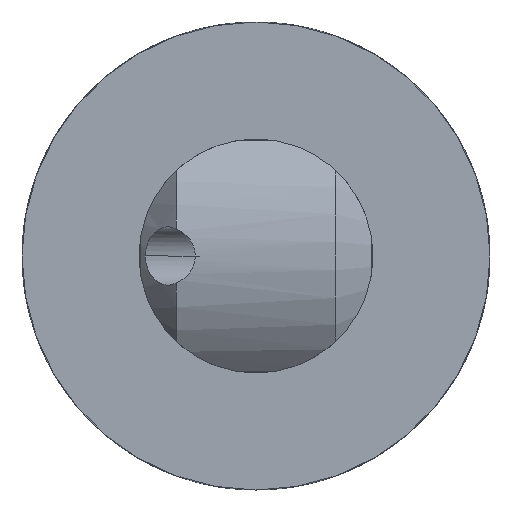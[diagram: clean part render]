
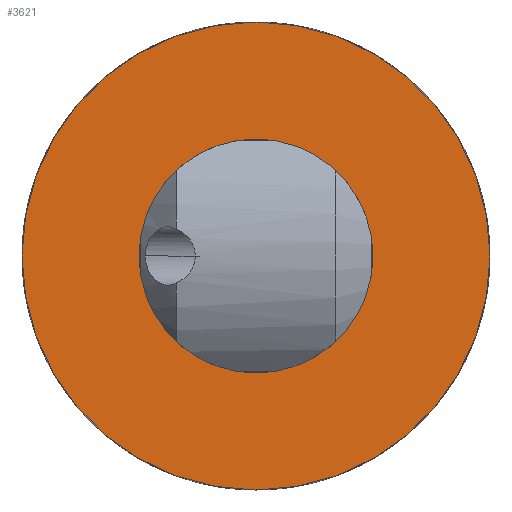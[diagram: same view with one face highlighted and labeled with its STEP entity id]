
A CAD part, left-side view. The second image highlights one B-rep face of the part: STEP entity #3621.
In plain terms, the highlighted face is planar.
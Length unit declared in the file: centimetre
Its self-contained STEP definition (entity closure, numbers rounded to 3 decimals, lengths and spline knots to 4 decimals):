
#970=PLANE('',#3840);
#1067=VERTEX_POINT('',#5287);
#1099=VERTEX_POINT('',#5558);
#1379=CIRCLE('',#3818,1.);
#1385=CIRCLE('',#3839,2.);
#1624=EDGE_CURVE('',#1067,#1067,#1379,.T.);
#1670=EDGE_CURVE('',#1099,#1099,#1385,.T.);
#2204=ORIENTED_EDGE('',*,*,#1624,.T.);
#2205=ORIENTED_EDGE('',*,*,#1670,.F.);
#3112=EDGE_LOOP('',(#2204));
#3113=EDGE_LOOP('',(#2205));
#3370=FACE_BOUND('',#3112,.T.);
#3371=FACE_BOUND('',#3113,.T.);
#3621=ADVANCED_FACE('',(#3370,#3371),#970,.T.);
#3818=AXIS2_PLACEMENT_3D('',#5286,#4286,#4287);
#3839=AXIS2_PLACEMENT_3D('',#5557,#4340,#4341);
#3840=AXIS2_PLACEMENT_3D('',#5559,#4342,$);
#4286=DIRECTION('',(0.,0.,-1.));
#4287=DIRECTION('',(1.,0.,0.));
#4340=DIRECTION('',(0.,0.,-1.));
#4341=DIRECTION('',(2.,0.,0.));
#4342=DIRECTION('',(0.,0.,1.));
#5286=CARTESIAN_POINT('',(0.,0.,5.4));
#5287=CARTESIAN_POINT('',(-1.,0.,5.4));
#5557=CARTESIAN_POINT('',(0.,0.,5.4));
#5558=CARTESIAN_POINT('',(2.,0.,5.4));
#5559=CARTESIAN_POINT('',(0.,0.,5.4));
